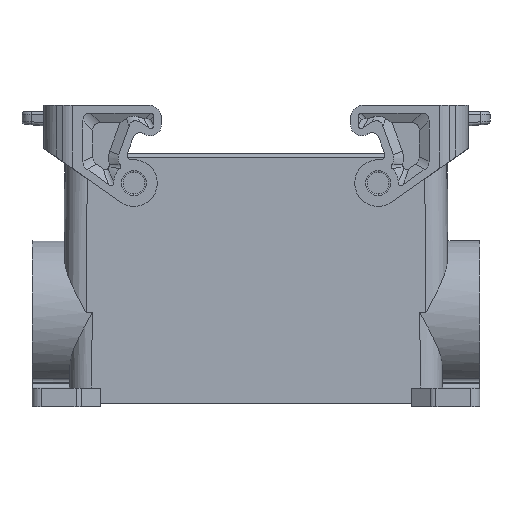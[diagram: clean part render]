
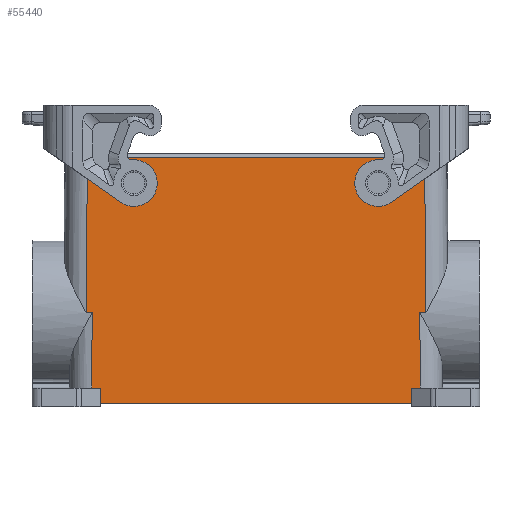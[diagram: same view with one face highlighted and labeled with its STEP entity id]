
A CAD part, front view. The second image highlights one B-rep face of the part: STEP entity #55440.
In plain terms, the highlighted face is planar.
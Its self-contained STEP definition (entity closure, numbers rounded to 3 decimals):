
#6460=CARTESIAN_POINT('',(-80.893,-26.195,
23.435));
#6470=VERTEX_POINT('',#6460);
#6500=CARTESIAN_POINT('',(-90.554,-26.195,
23.435));
#6510=DIRECTION('',(-1.,0.,0.));
#6520=VECTOR('',#6510,1.);
#6530=LINE('',#6500,#6520);
#6540=CARTESIAN_POINT('',(-78.912,-26.195,
23.435));
#6550=VERTEX_POINT('',#6540);
#6560=EDGE_CURVE('',#6550,#6470,#6530,.T.);
#11030=CARTESIAN_POINT('',(26.419,-26.195,
23.435));
#11040=VERTEX_POINT('',#11030);
#11070=CARTESIAN_POINT('',(24.821,-26.195,
23.435));
#11080=DIRECTION('',(1.,0.,0.));
#11090=VECTOR('',#11080,1.);
#11100=LINE('',#11070,#11090);
#11110=CARTESIAN_POINT('',(28.4,-26.195,
23.435));
#11120=VERTEX_POINT('',#11110);
#11130=EDGE_CURVE('',#11040,#11120,#11100,.T.);
#50800=CARTESIAN_POINT('',(-80.466,23.6,23.));
#50810=VERTEX_POINT('',#50800);
#51470=CARTESIAN_POINT('',(27.973,23.6,23.))
;
#51480=VERTEX_POINT('',#51470);
#51510=CARTESIAN_POINT('',(0.,23.6,23.));
#51520=DIRECTION('',(1.,0.,0.));
#51530=VECTOR('',#51520,1.);
#51540=LINE('',#51510,#51530);
#51550=EDGE_CURVE('',#50810,#51480,#51540,.T.);
#52060=CARTESIAN_POINT('',(0.,-50.4,23.646));
#52070=DIRECTION('',(1.,0.,0.));
#52080=VECTOR('',#52070,1.);
#52090=LINE('',#52060,#52080);
#52100=CARTESIAN_POINT('',(23.753,-50.4,23.646));
#52110=VERTEX_POINT('',#52100);
#52120=CARTESIAN_POINT('',(26.624,-50.4,23.646))
;
#52130=VERTEX_POINT('',#52120);
#52140=EDGE_CURVE('',#52110,#52130,#52090,.T.);
#53470=CARTESIAN_POINT('',(-61.997,15.5,
23.071));
#53480=VERTEX_POINT('',#53470);
#53660=CARTESIAN_POINT('',(-68.997,15.5,
23.071));
#53670=VERTEX_POINT('',#53660);
#53700=CARTESIAN_POINT('',(-65.497,15.5,
23.071));
#53710=DIRECTION('',(0.,0.009,
1.));
#53720=DIRECTION('',(0.,1.,
-0.009));
#53730=AXIS2_PLACEMENT_3D('',#53700,#53710,#53720);
#53740=ELLIPSE('',#53730,3.5,3.5);
#53750=EDGE_CURVE('',#53480,#53670,#53740,.T.);
#54310=CARTESIAN_POINT('',(23.125,0.,23.206));
#54320=DIRECTION('',(-0.012,1.,
-0.009));
#54330=VECTOR('',#54320,1.);
#54340=LINE('',#54310,#54330);
#54350=CARTESIAN_POINT('',(23.816,-55.4,23.689)
);
#54360=VERTEX_POINT('',#54350);
#54370=EDGE_CURVE('',#54360,#52110,#54340,.T.);
#54640=CARTESIAN_POINT('',(-74.247,1.601,
23.192));
#54650=DIRECTION('',(0.,0.009,
1.));
#54660=DIRECTION('',(1.,0.,0.));
#54670=AXIS2_PLACEMENT_3D('',#54640,#54650,#54660);
#54680=PLANE('',#54670);
#54690=EDGE_CURVE('',#53670,#53480,#53740,.T.);
#54700=ORIENTED_EDGE('',*,*,#54690,.F.);
#54710=ORIENTED_EDGE('',*,*,#53750,.F.);
#54720=EDGE_LOOP('',(#54710,#54700));
#54730=FACE_BOUND('',#54720,.T.);
#54740=CARTESIAN_POINT('',(13.003,15.5,
23.071));
#54750=DIRECTION('',(0.,0.009,
1.));
#54760=DIRECTION('',(0.,1.,
-0.009));
#54770=AXIS2_PLACEMENT_3D('',#54740,#54750,#54760);
#54780=ELLIPSE('',#54770,3.5,3.5);
#54790=CARTESIAN_POINT('',(9.503,15.5,
23.071));
#54800=VERTEX_POINT('',#54790);
#54810=CARTESIAN_POINT('',(16.503,15.5,
23.071));
#54820=VERTEX_POINT('',#54810);
#54830=EDGE_CURVE('',#54800,#54820,#54780,.T.);
#54840=ORIENTED_EDGE('',*,*,#54830,.F.);
#54850=EDGE_CURVE('',#54820,#54800,#54780,.T.);
#54860=ORIENTED_EDGE('',*,*,#54850,.F.);
#54870=EDGE_LOOP('',(#54860,#54840));
#54880=FACE_BOUND('',#54870,.T.);
#54890=CARTESIAN_POINT('',(-78.688,0.061,
23.205));
#54900=DIRECTION('',(-0.009,-1.,
0.009));
#54910=VECTOR('',#54900,1.);
#54920=LINE('',#54890,#54910);
#54930=CARTESIAN_POINT('',(-79.117,-50.4,23.646
));
#54940=VERTEX_POINT('',#54930);
#54950=EDGE_CURVE('',#6550,#54940,#54920,.T.);
#54960=ORIENTED_EDGE('',*,*,#54950,.T.);
#54970=ORIENTED_EDGE('',*,*,#6560,.F.);
#54980=CARTESIAN_POINT('',(-80.668,0.061,
23.205));
#54990=DIRECTION('',(0.009,1.,
-0.009));
#55000=VECTOR('',#54990,1.);
#55010=LINE('',#54980,#55000);
#55020=EDGE_CURVE('',#6470,#50810,#55010,.T.);
#55030=ORIENTED_EDGE('',*,*,#55020,.F.);
#55040=ORIENTED_EDGE('',*,*,#51550,.F.);
#55050=CARTESIAN_POINT('',(28.175,0.061,
23.205));
#55060=DIRECTION('',(-0.009,1.,
-0.009));
#55070=VECTOR('',#55060,1.);
#55080=LINE('',#55050,#55070);
#55090=EDGE_CURVE('',#11120,#51480,#55080,.T.);
#55100=ORIENTED_EDGE('',*,*,#55090,.T.);
#55110=ORIENTED_EDGE('',*,*,#11130,.T.);
#55120=CARTESIAN_POINT('',(26.195,0.061,
23.205));
#55130=DIRECTION('',(-0.009,1.,
-0.009));
#55140=VECTOR('',#55130,1.);
#55150=LINE('',#55120,#55140);
#55160=EDGE_CURVE('',#52130,#11040,#55150,.T.);
#55170=ORIENTED_EDGE('',*,*,#55160,.T.);
#55180=ORIENTED_EDGE('',*,*,#52140,.T.);
#55190=ORIENTED_EDGE('',*,*,#54370,.T.);
#55200=CARTESIAN_POINT('',(0.,-55.4,23.689));
#55210=DIRECTION('',(-1.,0.,0.));
#55220=VECTOR('',#55210,1.);
#55230=LINE('',#55200,#55220);
#55240=CARTESIAN_POINT('',(-76.309,-55.4,23.689
));
#55250=VERTEX_POINT('',#55240);
#55260=EDGE_CURVE('',#54360,#55250,#55230,.T.);
#55270=ORIENTED_EDGE('',*,*,#55260,.F.);
#55280=CARTESIAN_POINT('',(-75.618,0.,23.206));
#55290=DIRECTION('',(-0.012,-1.,
0.009));
#55300=VECTOR('',#55290,1.);
#55310=LINE('',#55280,#55300);
#55320=CARTESIAN_POINT('',(-76.247,-50.4,23.646)
);
#55330=VERTEX_POINT('',#55320);
#55340=EDGE_CURVE('',#55330,#55250,#55310,.T.);
#55350=ORIENTED_EDGE('',*,*,#55340,.T.);
#55360=CARTESIAN_POINT('',(0.,-50.4,23.646));
#55370=DIRECTION('',(1.,0.,0.));
#55380=VECTOR('',#55370,1.);
#55390=LINE('',#55360,#55380);
#55400=EDGE_CURVE('',#54940,#55330,#55390,.T.);
#55410=ORIENTED_EDGE('',*,*,#55400,.T.);
#55420=EDGE_LOOP('',(#55410,#55350,#55270,#55190,#55180,#55170,#55110,
#55100,#55040,#55030,#54970,#54960));
#55430=FACE_OUTER_BOUND('',#55420,.T.);
#55440=ADVANCED_FACE('',(#54730,#54880,#55430),#54680,.T.);
